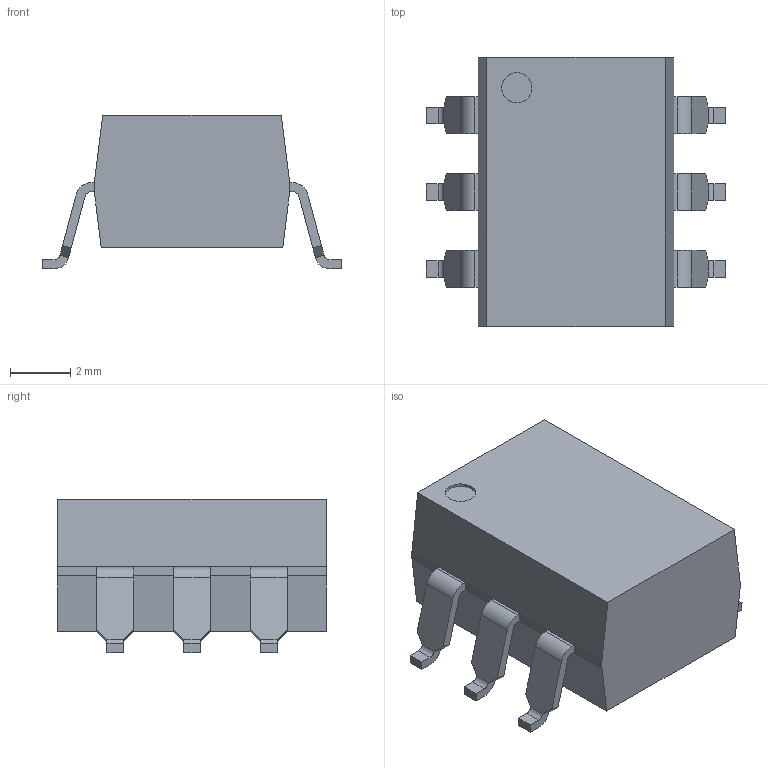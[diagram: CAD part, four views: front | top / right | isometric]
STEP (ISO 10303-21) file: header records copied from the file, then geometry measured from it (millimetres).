
FILE_DESCRIPTION(/* description */ (''),/* implementation_level */ '2;1');
FILE_NAME(/* name */ 'SOIC254P990X508-6N.stp',/* time_stamp */ '2016-04-14T15:39:00+02:00',/* author */ ('riccim'),/* organization */ (''),/* preprocessor_version */ 'ST-DEVELOPER v15.5',/* originating_system */ 'AutoCAD Mechanical',/* authorisation */ '');
FILE_SCHEMA (('AUTOMOTIVE_DESIGN { 1 0 10303 214 3 1 1 }'));
Length unit declared in the file: millimetre
Products named in the file (1): Product
Bounding box: 9.9 x 8.89 x 5.08 mm (x, y, z)
Volume: 248.8 mm3; surface area: 298.9 mm2
Topology: 7 solids, 7 shells, 120 faces, 291 edges, 186 vertices
Faces by surface type: plane 95, cylinder 25
Full cylindrical faces by diameter (mm): 1 x1
Entity records: 3481 total; most frequent: CARTESIAN_POINT 597, DIRECTION 582, ORIENTED_EDGE 580, EDGE_CURVE 290, LINE 240, VECTOR 240, VERTEX_POINT 186, AXIS2_PLACEMENT_3D 171
